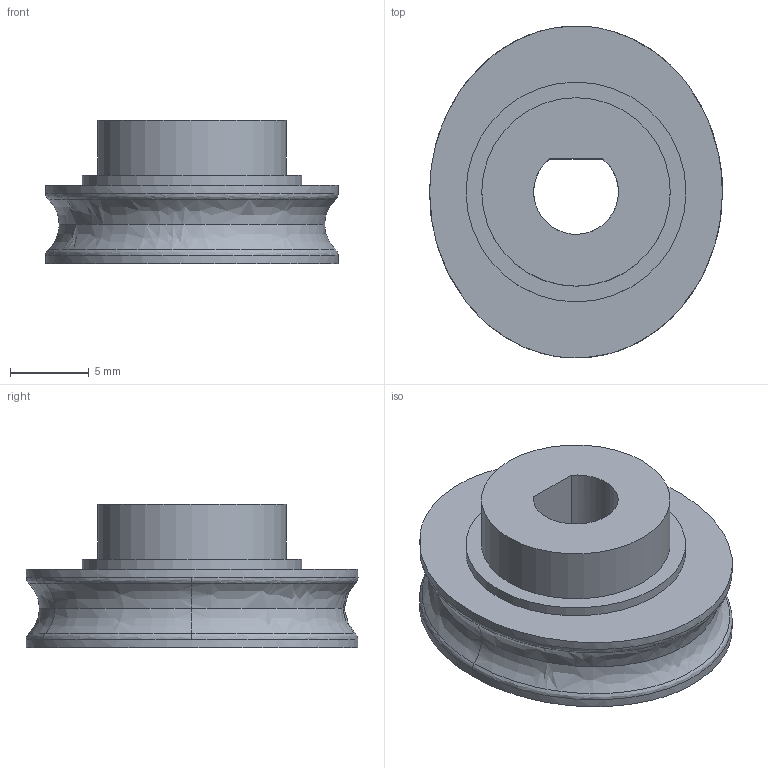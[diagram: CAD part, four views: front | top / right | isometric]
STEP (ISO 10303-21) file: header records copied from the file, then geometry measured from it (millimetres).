
FILE_DESCRIPTION(/* description */ (''),/* implementation_level */ '2;1');
FILE_NAME(/* name */ 'Wave generator new v6.step',/* time_stamp */ '2024-05-28T16:42:41+02:00',/* author */ (''),/* organization */ (''),/* preprocessor_version */ 'ST-DEVELOPER v20',/* originating_system */ 'Autodesk Translation Framework v13.14.0.145',/* authorisation */ '');
FILE_SCHEMA (('AUTOMOTIVE_DESIGN { 1 0 10303 214 3 1 1 }'));
Length unit declared in the file: millimetre
Products named in the file (2): Wave generator new; wave
Assembly tree (1 placements, depth 2):
  Wave generator new
    wave
Bounding box: 18.64 x 21.14 x 9.12 mm (x, y, z)
Volume: 1694.4 mm3; surface area: 1262.1 mm2
Topology: 1 solids, 1 shells, 21 faces, 61 edges, 44 vertices
Faces by surface type: bspline 11, plane 6, cylinder 4
Full cylindrical faces by diameter (mm): 5.4 x1, 12 x1, 14 x1
Entity records: 5180 total; most frequent: CARTESIAN_POINT 4651, ORIENTED_EDGE 122, DIRECTION 63, EDGE_CURVE 61, VERTEX_POINT 44, B_SPLINE_CURVE_WITH_KNOTS 37, AXIS2_PLACEMENT_3D 26, EDGE_LOOP 25
